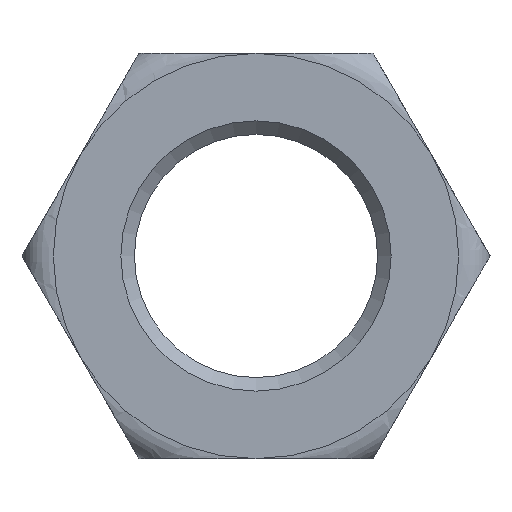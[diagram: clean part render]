
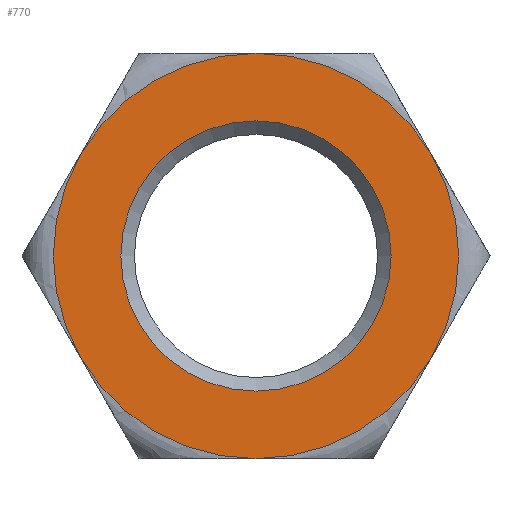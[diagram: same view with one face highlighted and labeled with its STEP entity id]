
A CAD part, front view. The second image highlights one B-rep face of the part: STEP entity #770.
In plain terms, the highlighted planar face has unit normal (0, -1, 0).
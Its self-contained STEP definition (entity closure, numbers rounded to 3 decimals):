
#5 = CARTESIAN_POINT ( 'NONE',  ( 0., -8., 0. ) ) ;
#15 = CARTESIAN_POINT ( 'NONE',  ( 12.99, -8., -7.5 ) ) ;
#32 = CARTESIAN_POINT ( 'NONE',  ( 0., -8., 15. ) ) ;
#35 = DIRECTION ( 'NONE',  ( 0., 1., 0. ) ) ;
#70 = CIRCLE ( 'NONE', #682, 15. ) ;
#80 = CARTESIAN_POINT ( 'NONE',  ( 12.99, -8., 7.5 ) ) ;
#87 = DIRECTION ( 'NONE',  ( 0., 1., 0. ) ) ;
#90 = DIRECTION ( 'NONE',  ( 0., 1., 0. ) ) ;
#93 = ORIENTED_EDGE ( 'NONE', *, *, #326, .F. ) ;
#136 = EDGE_CURVE ( 'NONE', #465, #537, #583, .T. ) ;
#144 = DIRECTION ( 'NONE',  ( 1., 0., 0. ) ) ;
#177 = EDGE_LOOP ( 'NONE', ( #821, #93, #679, #445, #911, #308 ) ) ;
#199 = VERTEX_POINT ( 'NONE', #715 ) ;
#241 = AXIS2_PLACEMENT_3D ( 'NONE', #5, #90, #989 ) ;
#244 = AXIS2_PLACEMENT_3D ( 'NONE', #270, #779, #279 ) ;
#270 = CARTESIAN_POINT ( 'NONE',  ( 0., -8., 0. ) ) ;
#279 = DIRECTION ( 'NONE',  ( 1., 0., 0. ) ) ;
#286 = EDGE_CURVE ( 'NONE', #531, #199, #771, .T. ) ;
#288 = DIRECTION ( 'NONE',  ( 0., 1., 0. ) ) ;
#292 = CIRCLE ( 'NONE', #380, 10. ) ;
#302 = CARTESIAN_POINT ( 'NONE',  ( 0., -8., 0. ) ) ;
#305 = DIRECTION ( 'NONE',  ( 0., 1., 0. ) ) ;
#308 = ORIENTED_EDGE ( 'NONE', *, *, #659, .F. ) ;
#322 = DIRECTION ( 'NONE',  ( 0., 0., 1. ) ) ;
#326 = EDGE_CURVE ( 'NONE', #495, #465, #471, .T. ) ;
#378 = CARTESIAN_POINT ( 'NONE',  ( 0., -8., 0. ) ) ;
#380 = AXIS2_PLACEMENT_3D ( 'NONE', #914, #87, #322 ) ;
#384 = FACE_OUTER_BOUND ( 'NONE', #177, .T. ) ;
#445 = ORIENTED_EDGE ( 'NONE', *, *, #533, .F. ) ;
#465 = VERTEX_POINT ( 'NONE', #15 ) ;
#471 = CIRCLE ( 'NONE', #241, 15. ) ;
#472 = AXIS2_PLACEMENT_3D ( 'NONE', #801, #288, #871 ) ;
#495 = VERTEX_POINT ( 'NONE', #80 ) ;
#531 = VERTEX_POINT ( 'NONE', #607 ) ;
#533 = EDGE_CURVE ( 'NONE', #199, #907, #70, .T. ) ;
#537 = VERTEX_POINT ( 'NONE', #960 ) ;
#567 = FACE_BOUND ( 'NONE', #1042, .T. ) ;
#583 = CIRCLE ( 'NONE', #827, 15. ) ;
#585 = ORIENTED_EDGE ( 'NONE', *, *, #971, .T. ) ;
#605 = VERTEX_POINT ( 'NONE', #933 ) ;
#607 = CARTESIAN_POINT ( 'NONE',  ( -12.99, -8., -7.5 ) ) ;
#638 = CARTESIAN_POINT ( 'NONE',  ( 0., -8., 0. ) ) ;
#659 = EDGE_CURVE ( 'NONE', #537, #531, #1044, .T. ) ;
#679 = ORIENTED_EDGE ( 'NONE', *, *, #875, .F. ) ;
#682 = AXIS2_PLACEMENT_3D ( 'NONE', #856, #944, #1023 ) ;
#715 = CARTESIAN_POINT ( 'NONE',  ( -12.99, -8., 7.5 ) ) ;
#770 = ADVANCED_FACE ( 'NONE', ( #567, #384 ), #899, .F. ) ;
#771 = CIRCLE ( 'NONE', #940, 15. ) ;
#779 = DIRECTION ( 'NONE',  ( 0., 1., 0. ) ) ;
#801 = CARTESIAN_POINT ( 'NONE',  ( 0., -8., 0. ) ) ;
#821 = ORIENTED_EDGE ( 'NONE', *, *, #136, .F. ) ;
#827 = AXIS2_PLACEMENT_3D ( 'NONE', #378, #35, #144 ) ;
#856 = CARTESIAN_POINT ( 'NONE',  ( 0., -8., 0. ) ) ;
#871 = DIRECTION ( 'NONE',  ( 1., 0., 0. ) ) ;
#875 = EDGE_CURVE ( 'NONE', #907, #495, #1007, .T. ) ;
#883 = DIRECTION ( 'NONE',  ( 0., 0., 1. ) ) ;
#899 = PLANE ( 'NONE',  #1060 ) ;
#907 = VERTEX_POINT ( 'NONE', #32 ) ;
#911 = ORIENTED_EDGE ( 'NONE', *, *, #286, .F. ) ;
#914 = CARTESIAN_POINT ( 'NONE',  ( 0., -8., 0. ) ) ;
#933 = CARTESIAN_POINT ( 'NONE',  ( 0., -8., 10. ) ) ;
#940 = AXIS2_PLACEMENT_3D ( 'NONE', #638, #305, #963 ) ;
#944 = DIRECTION ( 'NONE',  ( 0., 1., 0. ) ) ;
#960 = CARTESIAN_POINT ( 'NONE',  ( 0., -8., -15. ) ) ;
#963 = DIRECTION ( 'NONE',  ( 1., 0., 0. ) ) ;
#971 = EDGE_CURVE ( 'NONE', #605, #605, #292, .T. ) ;
#980 = DIRECTION ( 'NONE',  ( 0., 1., 0. ) ) ;
#989 = DIRECTION ( 'NONE',  ( 1., 0., 0. ) ) ;
#1007 = CIRCLE ( 'NONE', #472, 15. ) ;
#1023 = DIRECTION ( 'NONE',  ( -1., 0., 0. ) ) ;
#1042 = EDGE_LOOP ( 'NONE', ( #585 ) ) ;
#1044 = CIRCLE ( 'NONE', #244, 15. ) ;
#1060 = AXIS2_PLACEMENT_3D ( 'NONE', #302, #980, #883 ) ;
